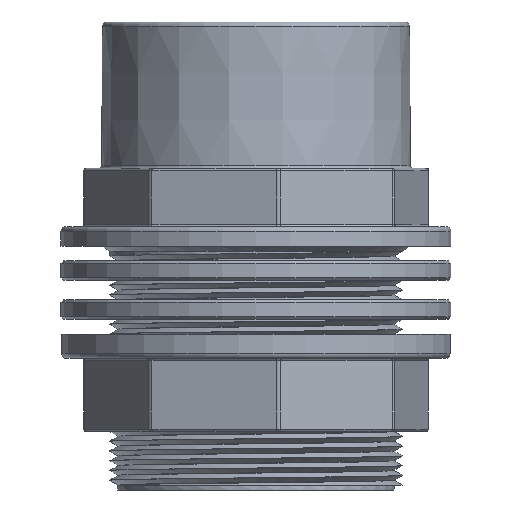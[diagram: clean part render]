
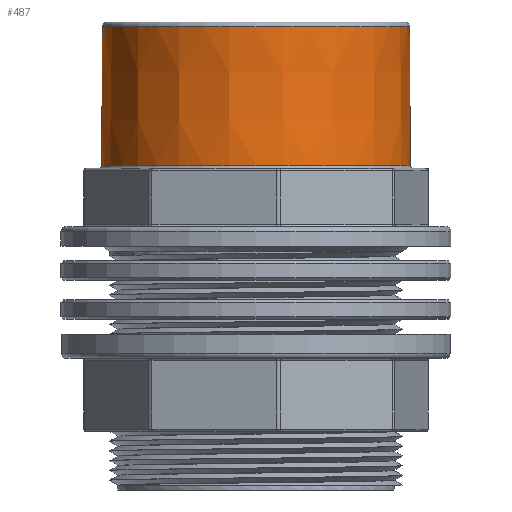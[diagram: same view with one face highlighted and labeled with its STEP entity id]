
A CAD part, front view. The second image highlights one B-rep face of the part: STEP entity #487.
In plain terms, the highlighted conical face has half-angle 0.3 degrees and reference radius 31.5 mm.
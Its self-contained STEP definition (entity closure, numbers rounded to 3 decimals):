
#116=CONICAL_SURFACE('',#2495,31.5,0.3);
#223=FACE_BOUND('',#804,.T.);
#224=FACE_BOUND('',#805,.T.);
#310=CIRCLE('',#2493,31.654);
#311=CIRCLE('',#2494,31.505);
#487=ADVANCED_FACE('',(#223,#224),#116,.T.);
#804=EDGE_LOOP('',(#1030));
#805=EDGE_LOOP('',(#1031));
#1030=ORIENTED_EDGE('',*,*,#1911,.T.);
#1031=ORIENTED_EDGE('',*,*,#1912,.T.);
#1698=VERTEX_POINT('',#3680);
#1699=VERTEX_POINT('',#3682);
#1911=EDGE_CURVE('',#1698,#1698,#310,.T.);
#1912=EDGE_CURVE('',#1699,#1699,#311,.T.);
#2493=AXIS2_PLACEMENT_3D('',#3679,#2864,#2865);
#2494=AXIS2_PLACEMENT_3D('',#3681,#2866,#2867);
#2495=AXIS2_PLACEMENT_3D('',#3683,#2868,#2869);
#2864=DIRECTION('',(0.,0.,1.));
#2865=DIRECTION('',(-1.,0.,0.));
#2866=DIRECTION('',(0.,0.,-1.));
#2867=DIRECTION('',(1.,0.,0.));
#2868=DIRECTION('',(0.,0.,-1.));
#2869=DIRECTION('',(1.,0.,0.));
#3679=CARTESIAN_POINT('',(161.,0.,66.497));
#3680=CARTESIAN_POINT('',(129.346,0.,66.497));
#3681=CARTESIAN_POINT('',(161.,0.,95.005));
#3682=CARTESIAN_POINT('',(192.505,0.,95.005));
#3683=CARTESIAN_POINT('',(161.,0.,96.));
